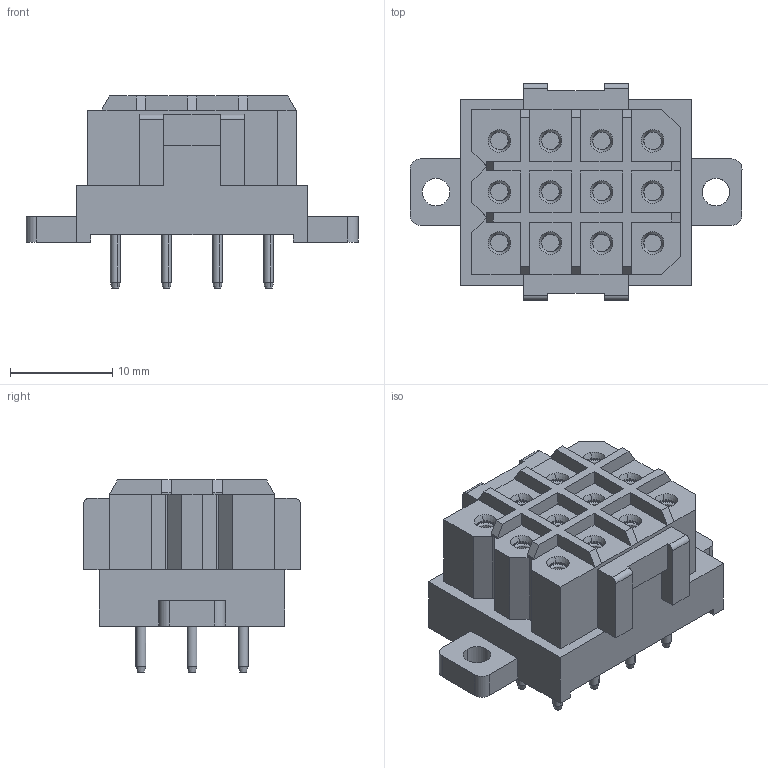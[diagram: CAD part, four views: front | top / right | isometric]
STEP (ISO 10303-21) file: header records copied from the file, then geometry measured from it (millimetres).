
FILE_DESCRIPTION(('CATIA V5 STEP Exchange','CAx-IF Rec.Pracs.--- Model Styling and Organization---1.4--- 2014-01-23'),'2;1');
FILE_NAME ('D1489201_0_1416600000_1416600000.stp','2021-06-10T08:29:46+00:00',('none'),('Weidmueller'),'CATIA Version 5-6 Release 2016 SP3 HF44','CATIA V5 STEP AP214','none');
FILE_SCHEMA(('AUTOMOTIVE_DESIGN { 1 0 10303 214 1 1 1 1 }'));
Length unit declared in the file: millimetre
Products named in the file (1): 1416600000
Bounding box: 32.5 x 21.2 x 18.8 mm (x, y, z)
Volume: 4604.4 mm3; surface area: 5457 mm2
Topology: 13 solids, 13 shells, 510 faces, 1160 edges, 726 vertices
Faces by surface type: plane 184, cylinder 182, cone 96, torus 48
Entity records: 14167 total; most frequent: CARTESIAN_POINT 2471, ORIENTED_EDGE 2320, DIRECTION 2024, EDGE_CURVE 1160, AXIS2_PLACEMENT_3D 960, VERTEX_POINT 726, VECTOR 626, LINE 626
